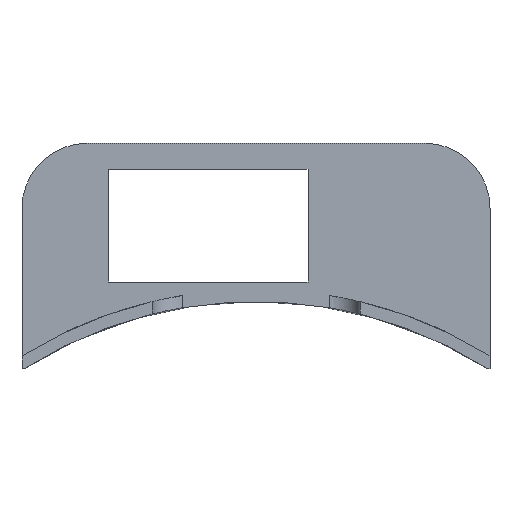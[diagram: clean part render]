
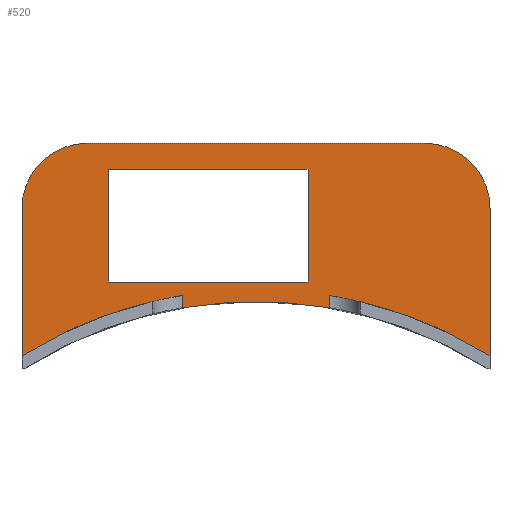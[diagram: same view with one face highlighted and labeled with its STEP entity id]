
A CAD part, front view. The second image highlights one B-rep face of the part: STEP entity #520.
In plain terms, the highlighted planar face has unit normal (0, -1, 0).
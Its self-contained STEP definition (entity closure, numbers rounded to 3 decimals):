
#15=FACE_BOUND('',#82,.T.);
#25=CIRCLE('',#561,50.);
#26=CIRCLE('',#562,51.4);
#27=CIRCLE('',#563,7.5);
#28=CIRCLE('',#564,7.5);
#29=CIRCLE('',#565,51.4);
#38=PLANE('',#560);
#55=FACE_OUTER_BOUND('',#81,.T.);
#81=EDGE_LOOP('',(#366,#367,#368,#369,#370,#371,#372,#373,#374,#375));
#82=EDGE_LOOP('',(#376,#377,#378,#379));
#115=LINE('',#748,#163);
#119=LINE('',#769,#167);
#121=LINE('',#787,#169);
#122=LINE('',#791,#170);
#123=LINE('',#795,#171);
#124=LINE('',#799,#172);
#125=LINE('',#801,#173);
#126=LINE('',#803,#174);
#127=LINE('',#804,#175);
#163=VECTOR('',#600,10.);
#167=VECTOR('',#608,10.);
#169=VECTOR('',#616,10.);
#170=VECTOR('',#619,10.);
#171=VECTOR('',#622,10.);
#172=VECTOR('',#625,10.);
#173=VECTOR('',#626,10.);
#174=VECTOR('',#627,10.);
#175=VECTOR('',#628,10.);
#226=VERTEX_POINT('',#723);
#229=VERTEX_POINT('',#737);
#233=VERTEX_POINT('',#757);
#234=VERTEX_POINT('',#768);
#236=VERTEX_POINT('',#784);
#237=VERTEX_POINT('',#786);
#238=VERTEX_POINT('',#788);
#239=VERTEX_POINT('',#790);
#240=VERTEX_POINT('',#792);
#241=VERTEX_POINT('',#794);
#242=VERTEX_POINT('',#797);
#243=VERTEX_POINT('',#798);
#244=VERTEX_POINT('',#800);
#245=VERTEX_POINT('',#802);
#281=EDGE_CURVE('',#229,#226,#115,.T.);
#286=EDGE_CURVE('',#233,#234,#119,.T.);
#289=EDGE_CURVE('',#234,#229,#25,.T.);
#290=EDGE_CURVE('',#233,#236,#26,.T.);
#291=EDGE_CURVE('',#236,#237,#121,.T.);
#292=EDGE_CURVE('',#238,#237,#27,.T.);
#293=EDGE_CURVE('',#238,#239,#122,.T.);
#294=EDGE_CURVE('',#240,#239,#28,.T.);
#295=EDGE_CURVE('',#240,#241,#123,.T.);
#296=EDGE_CURVE('',#241,#226,#29,.T.);
#297=EDGE_CURVE('',#242,#243,#124,.T.);
#298=EDGE_CURVE('',#244,#242,#125,.T.);
#299=EDGE_CURVE('',#245,#244,#126,.T.);
#300=EDGE_CURVE('',#243,#245,#127,.T.);
#366=ORIENTED_EDGE('',*,*,#281,.F.);
#367=ORIENTED_EDGE('',*,*,#289,.F.);
#368=ORIENTED_EDGE('',*,*,#286,.F.);
#369=ORIENTED_EDGE('',*,*,#290,.T.);
#370=ORIENTED_EDGE('',*,*,#291,.T.);
#371=ORIENTED_EDGE('',*,*,#292,.F.);
#372=ORIENTED_EDGE('',*,*,#293,.T.);
#373=ORIENTED_EDGE('',*,*,#294,.F.);
#374=ORIENTED_EDGE('',*,*,#295,.T.);
#375=ORIENTED_EDGE('',*,*,#296,.T.);
#376=ORIENTED_EDGE('',*,*,#297,.F.);
#377=ORIENTED_EDGE('',*,*,#298,.F.);
#378=ORIENTED_EDGE('',*,*,#299,.F.);
#379=ORIENTED_EDGE('',*,*,#300,.F.);
#520=ADVANCED_FACE('',(#55,#15),#38,.F.);
#560=AXIS2_PLACEMENT_3D('',#782,#610,#611);
#561=AXIS2_PLACEMENT_3D('',#783,#612,#613);
#562=AXIS2_PLACEMENT_3D('',#785,#614,#615);
#563=AXIS2_PLACEMENT_3D('',#789,#617,#618);
#564=AXIS2_PLACEMENT_3D('',#793,#620,#621);
#565=AXIS2_PLACEMENT_3D('',#796,#623,#624);
#600=DIRECTION('',(0.,0.,1.));
#608=DIRECTION('',(0.,0.,-1.));
#610=DIRECTION('center_axis',(0.,1.,0.));
#611=DIRECTION('ref_axis',(1.,0.,0.));
#612=DIRECTION('center_axis',(0.,-1.,0.));
#613=DIRECTION('ref_axis',(1.,0.,0.));
#614=DIRECTION('center_axis',(0.,1.,0.));
#615=DIRECTION('ref_axis',(0.525,0.,0.851));
#616=DIRECTION('',(0.,0.,1.));
#617=DIRECTION('center_axis',(0.,1.,0.));
#618=DIRECTION('ref_axis',(0.707,0.,0.707));
#619=DIRECTION('',(-1.,0.,0.));
#620=DIRECTION('center_axis',(0.,1.,0.));
#621=DIRECTION('ref_axis',(-0.707,0.,0.707));
#622=DIRECTION('',(0.,0.,-1.));
#623=DIRECTION('center_axis',(0.,1.,0.));
#624=DIRECTION('ref_axis',(0.525,0.,0.851));
#625=DIRECTION('',(1.,0.,0.));
#626=DIRECTION('',(0.,0.,-1.));
#627=DIRECTION('',(-1.,0.,0.));
#628=DIRECTION('',(0.,0.,1.));
#723=CARTESIAN_POINT('',(-14.5,0.,-14.553));
#737=CARTESIAN_POINT('',(-14.5,0.,-15.973));
#748=CARTESIAN_POINT('',(-14.5,0.,-13.353));
#757=CARTESIAN_POINT('',(2.5,0.,-14.553));
#768=CARTESIAN_POINT('',(2.5,0.,-15.973));
#769=CARTESIAN_POINT('',(2.5,0.,-12.633));
#782=CARTESIAN_POINT('Origin',(-6.,0.,-10.));
#783=CARTESIAN_POINT('Origin',(-6.,0.,-65.246));
#784=CARTESIAN_POINT('',(21.,0.,-21.508));
#785=CARTESIAN_POINT('Origin',(-6.,0.,-65.246));
#786=CARTESIAN_POINT('',(21.,0.,-4.5));
#787=CARTESIAN_POINT('',(21.,0.,-23.));
#788=CARTESIAN_POINT('',(13.5,0.,3.));
#789=CARTESIAN_POINT('Origin',(13.5,0.,-4.5));
#790=CARTESIAN_POINT('',(-25.5,0.,3.));
#791=CARTESIAN_POINT('',(21.,0.,3.));
#792=CARTESIAN_POINT('',(-33.,0.,-4.5));
#793=CARTESIAN_POINT('Origin',(-25.5,0.,-4.5));
#794=CARTESIAN_POINT('',(-33.,0.,-21.508));
#795=CARTESIAN_POINT('',(-33.,0.,3.));
#796=CARTESIAN_POINT('Origin',(-6.,0.,-65.246));
#797=CARTESIAN_POINT('',(-23.,0.,-13.));
#798=CARTESIAN_POINT('',(0.,0.,-13.));
#799=CARTESIAN_POINT('',(-23.,0.,-13.));
#800=CARTESIAN_POINT('',(-23.,0.,0.));
#801=CARTESIAN_POINT('',(-23.,0.,0.));
#802=CARTESIAN_POINT('',(0.,0.,0.));
#803=CARTESIAN_POINT('',(0.,0.,0.));
#804=CARTESIAN_POINT('',(0.,0.,-13.));
